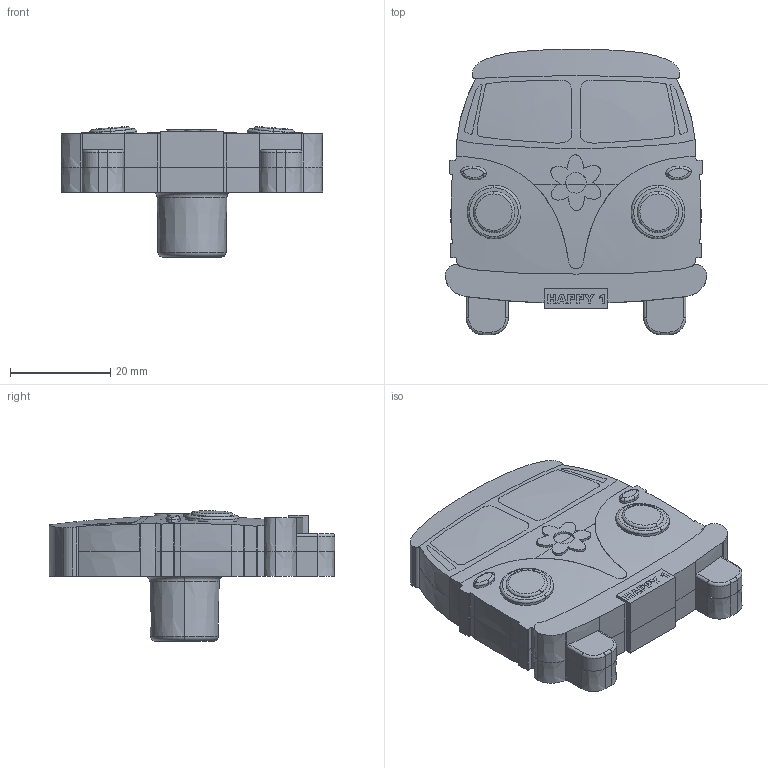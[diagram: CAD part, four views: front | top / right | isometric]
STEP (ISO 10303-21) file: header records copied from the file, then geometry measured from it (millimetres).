
FILE_DESCRIPTION(('Creo Elements/Direct Modeling STEP Export'),'2;1');
FILE_NAME('H233-52.stp','2024-09-12T 9:39:35',(''),(''),'Creo Elements/Direct Modeling STEP processor for AP214 (Solid Model)','Creo Elements/Direct Modeling 20.0 12-Nov-2016 (C) Parametric Technology GmbH','');
FILE_SCHEMA(('AUTOMOTIVE_DESIGN { 1 0 10303 214 1 1 1 1 }'));
Length unit declared in the file: millimetre
Products named in the file (24): Bus.1.9; Bus.19; Bus.18; Bus.1; Bus.5; Bus.4; Bus.3; Bus.2; Bus.13; Bus.12; Bus.11; Bus.10; Bus; Bus.8; Bus.7; Bus.6; Bus.1.5; Bus.17; Bus.16; Bus.15; Bus.14; Bus.1.6; Bus.1.2; KU-9981
Assembly tree (23 placements, depth 2):
  KU-9981
    Bus.1.2
    Bus.1.6
    Bus.14
    Bus.15
    Bus.16
    Bus.17
    Bus.1.5
    Bus.6
    Bus.7
    Bus.8
    Bus
    Bus.10
    Bus.11
    Bus.12
    Bus.13
    Bus.2
    Bus.3
    Bus.4
    Bus.5
    Bus.1
    Bus.18
    Bus.19
    Bus.1.9
Bounding box: 52.21 x 56.97 x 26.05 mm (x, y, z)
Volume: 29608.9 mm3; surface area: 20160.2 mm2
Topology: 23 solids, 23 shells, 566 faces, 1511 edges, 998 vertices
Faces by surface type: extrusion 258, plane 232, bspline 22, cylinder 22, sphere 20, torus 8, cone 4
Entity records: 42214 total; most frequent: CARTESIAN_POINT 28275, ORIENTED_EDGE 3014, DIRECTION 1890, EDGE_CURVE 1507, VECTOR 1108, VERTEX_POINT 998, B_SPLINE_CURVE_WITH_KNOTS 856, LINE 807
